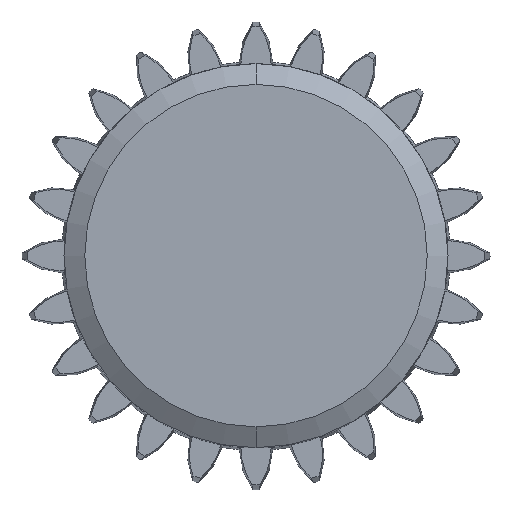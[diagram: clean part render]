
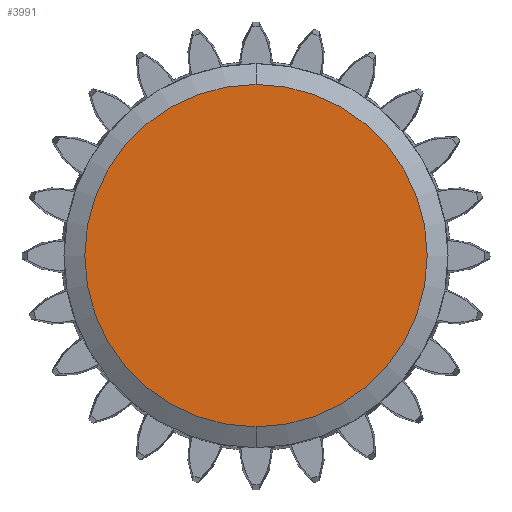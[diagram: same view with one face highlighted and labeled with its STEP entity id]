
A CAD part, top view. The second image highlights one B-rep face of the part: STEP entity #3991.
In plain terms, the highlighted planar face has unit normal (0, 0, 1).
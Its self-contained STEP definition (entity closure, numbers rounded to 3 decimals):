
#1565=CARTESIAN_POINT('',(0.,0.,18.));
#1566=DIRECTION('',(0.,0.,1.));
#1567=DIRECTION('',(0.,1.,0.));
#1568=AXIS2_PLACEMENT_3D('',#1565,#1566,#1567);
#1583=CARTESIAN_POINT('',(0.,0.,18.));
#1584=DIRECTION('',(0.,0.,-1.));
#1585=DIRECTION('',(0.,1.,0.));
#1586=AXIS2_PLACEMENT_3D('',#1583,#1584,#1585);
#2564=CARTESIAN_POINT('',(0.,14.268,18.));
#2565=CARTESIAN_POINT('',(0.,-14.268,18.));
#2566=VERTEX_POINT('',#2564);
#2567=VERTEX_POINT('',#2565);
#3981=CARTESIAN_POINT('',(0.,0.,18.));
#3982=DIRECTION('',(0.,0.,-1.));
#3983=DIRECTION('',(0.,-1.,0.));
#3984=AXIS2_PLACEMENT_3D('',#3981,#3982,#3983);
#3985=PLANE('',#3984);
#3986=ORIENTED_EDGE('',*,*,#3971,.F.);
#3988=ORIENTED_EDGE('',*,*,#3987,.T.);
#3989=EDGE_LOOP('',(#3986,#3988));
#3990=FACE_OUTER_BOUND('',#3989,.F.);
#3991=ADVANCED_FACE('',(#3990),#3985,.F.);
#1569=CIRCLE('',#1568,14.268);
#1587=CIRCLE('',#1586,14.268);
#3971=EDGE_CURVE('',#2566,#2567,#1569,.T.);
#3987=EDGE_CURVE('',#2566,#2567,#1587,.T.);
